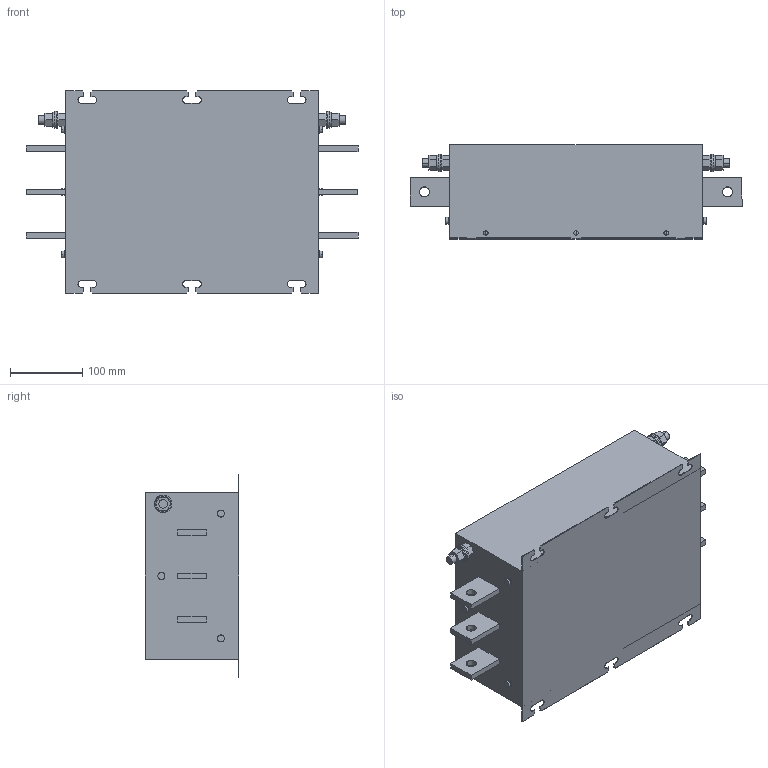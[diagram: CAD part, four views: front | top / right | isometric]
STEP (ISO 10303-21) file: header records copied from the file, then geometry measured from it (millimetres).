
FILE_DESCRIPTION (( 'STEP AP214' ), '1' );
FILE_NAME ('866240.STEP', '2024-04-04T13:01:45', ( '' ), ( '' ), 'SwSTEP 2.0', 'SolidWorks 2022', '' );
FILE_SCHEMA (( 'AUTOMOTIVE_DESIGN' ));
Length unit declared in the file: millimetre
Products named in the file (1): 866240
Bounding box: 460 x 130.05 x 280 mm (x, y, z)
Volume: 10601728.6 mm3; surface area: 381932.9 mm2
Topology: 1 solids, 1 shells, 243 faces, 606 edges, 406 vertices
Faces by surface type: plane 145, cylinder 86, sphere 12
Entity records: 7342 total; most frequent: DIRECTION 1290, CARTESIAN_POINT 1256, ORIENTED_EDGE 1212, EDGE_CURVE 606, AXIS2_PLACEMENT_3D 440, VECTOR 410, LINE 410, VERTEX_POINT 406
